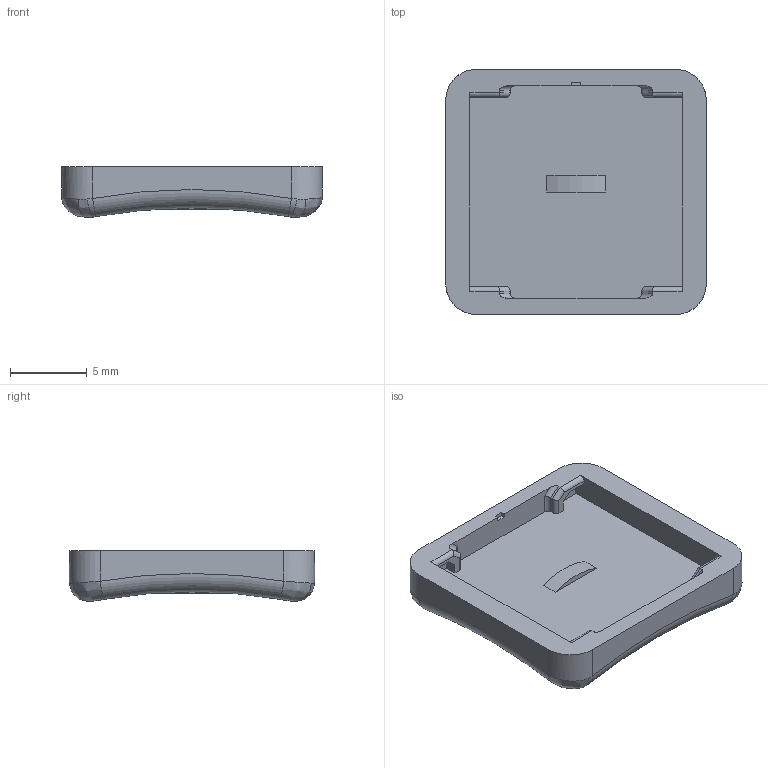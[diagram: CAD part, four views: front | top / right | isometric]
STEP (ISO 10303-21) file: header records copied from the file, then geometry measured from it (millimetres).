
FILE_DESCRIPTION(/* description */ (''),/* implementation_level */ '2;1');
FILE_NAME(/* name */ 'keycap.step',/* time_stamp */ '2025-07-26T21:34:44+02:00',/* author */ (''),/* organization */ (''),/* preprocessor_version */ 'ST-DEVELOPER v20.1',/* originating_system */ 'Autodesk Translation Framework v14.10.0.0',/* authorisation */ '');
FILE_SCHEMA (('AUTOMOTIVE_DESIGN { 1 0 10303 214 3 1 1 }'));
Length unit declared in the file: millimetre
Products named in the file (1): FusionComponent
Bounding box: 17 x 16 x 3.32 mm (x, y, z)
Volume: 427.7 mm3; surface area: 800.8 mm2
Topology: 1 solids, 1 shells, 93 faces, 238 edges, 145 vertices
Faces by surface type: plane 44, cylinder 29, bspline 16, torus 4
Entity records: 3118 total; most frequent: CARTESIAN_POINT 897, ORIENTED_EDGE 468, DIRECTION 432, EDGE_CURVE 234, VERTEX_POINT 145, LINE 144, VECTOR 144, AXIS2_PLACEMENT_3D 144
